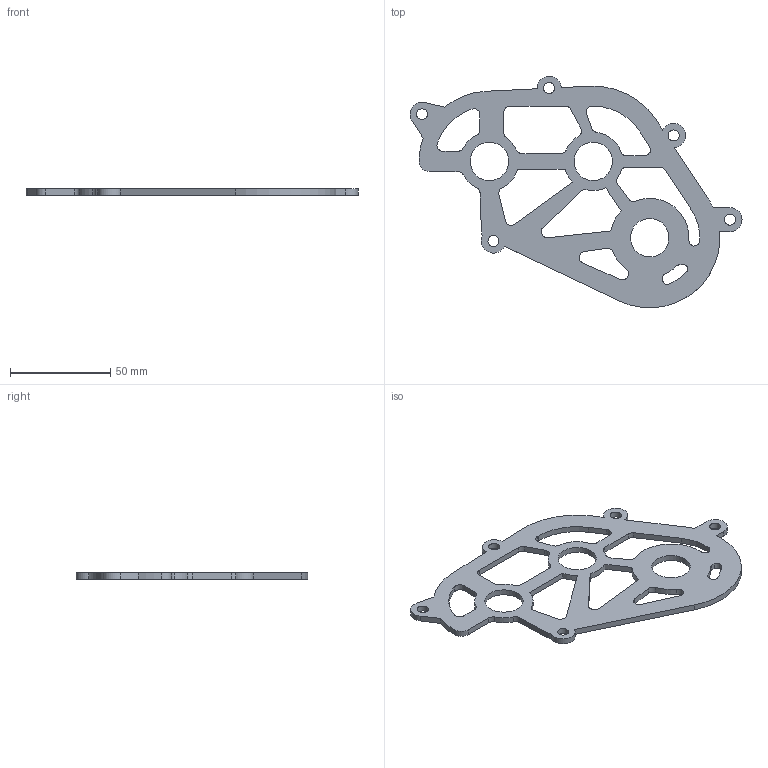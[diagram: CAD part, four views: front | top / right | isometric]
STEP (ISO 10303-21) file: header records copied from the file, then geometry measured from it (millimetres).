
FILE_DESCRIPTION(/* description */ (''),/* implementation_level */ '2;1');
FILE_NAME(/* name */ '齿轮箱片2.stp',/* time_stamp */ '2019-11-15T19:41:40+08:00',/* author */ ('Mark'),/* organization */ (''),/* preprocessor_version */ 'ST-DEVELOPER v17',/* originating_system */ 'Autodesk Inventor 2019',/* authorisation */ '');
FILE_SCHEMA (('AUTOMOTIVE_DESIGN { 1 0 10303 214 3 1 1 }'));
Length unit declared in the file: millimetre
Products named in the file (1): Gearbob Plate 3mm_MIR1
Bounding box: 165.41 x 115.44 x 3 mm (x, y, z)
Volume: 20813.7 mm3; surface area: 18215.5 mm2
Topology: 1 solids, 1 shells, 105 faces, 314 edges, 211 vertices
Faces by surface type: cylinder 69, plane 36
Full cylindrical faces by diameter (mm): 5.5 x5, 19.15 x3
Entity records: 3819 total; most frequent: DIRECTION 669, CARTESIAN_POINT 631, ORIENTED_EDGE 628, EDGE_CURVE 314, AXIS2_PLACEMENT_3D 249, VERTEX_POINT 211, LINE 171, VECTOR 171
